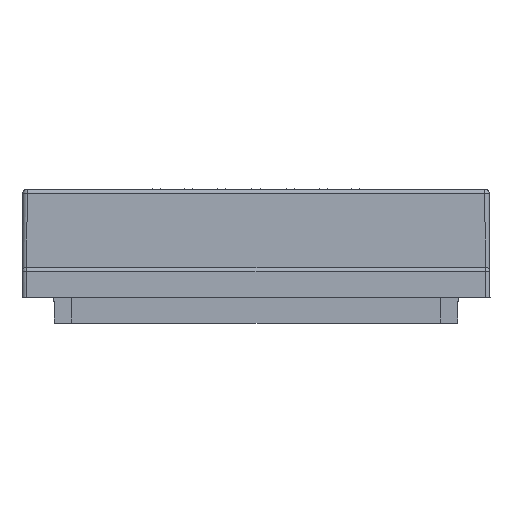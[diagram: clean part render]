
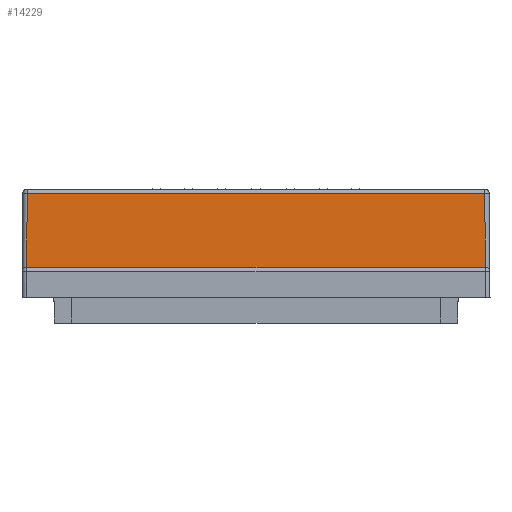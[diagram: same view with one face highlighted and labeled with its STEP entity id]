
A CAD part, left-side view. The second image highlights one B-rep face of the part: STEP entity #14229.
In plain terms, the highlighted planar face has unit normal (-1, 0, 0.009).
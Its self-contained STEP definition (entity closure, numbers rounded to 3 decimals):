
#3816=CARTESIAN_POINT('',(-185.47,-171.778,
37.15));
#3827=DIRECTION('',(0.009,-0.009,1.));
#3828=VECTOR('',#3827,8.505);
#3829=CARTESIAN_POINT('',(-185.47,-171.778,
37.15));
#3830=LINE('',#3829,#3828);
#3834=DIRECTION('',(-0.009,-0.009,-1.));
#3835=VECTOR('',#3834,8.505);
#3836=CARTESIAN_POINT('',(-185.395,-224.446,
45.654));
#3837=LINE('',#3836,#3835);
#3841=DIRECTION('',(0.,1.,0.));
#3842=VECTOR('',#3841,52.744);
#3843=CARTESIAN_POINT('',(-185.47,-224.522,
37.15));
#3844=LINE('',#3843,#3842);
#3848=DIRECTION('',(0.,1.,0.));
#3849=VECTOR('',#3848,52.591);
#3850=CARTESIAN_POINT('',(-185.395,-224.446,
45.654));
#3851=LINE('',#3850,#3849);
#12229=VERTEX_POINT('',#3816);
#12230=CARTESIAN_POINT('',(-185.395,-171.855,
45.654));
#12231=VERTEX_POINT('',#12230);
#12232=CARTESIAN_POINT('',(-185.395,-224.446,
45.654));
#12233=VERTEX_POINT('',#12232);
#12234=CARTESIAN_POINT('',(-185.47,-224.522,
37.15));
#12235=VERTEX_POINT('',#12234);
#14215=CARTESIAN_POINT('',(-185.5,-171.25,33.65));
#14216=DIRECTION('',(-1.,0.,0.009));
#14217=DIRECTION('',(0.,-1.,0.));
#14218=AXIS2_PLACEMENT_3D('',#14215,#14216,#14217);
#14219=PLANE('',#14218);
#14220=ORIENTED_EDGE('',*,*,#14199,.T.);
#14222=ORIENTED_EDGE('',*,*,#14221,.F.);
#14224=ORIENTED_EDGE('',*,*,#14223,.T.);
#14226=ORIENTED_EDGE('',*,*,#14225,.T.);
#14227=EDGE_LOOP('',(#14220,#14222,#14224,#14226));
#14228=FACE_OUTER_BOUND('',#14227,.F.);
#14199=EDGE_CURVE('',#12229,#12231,#3830,.T.);
#14221=EDGE_CURVE('',#12233,#12231,#3851,.T.);
#14223=EDGE_CURVE('',#12233,#12235,#3837,.T.);
#14225=EDGE_CURVE('',#12235,#12229,#3844,.T.);
#14229=ADVANCED_FACE('',(#14228),#14219,.T.);
